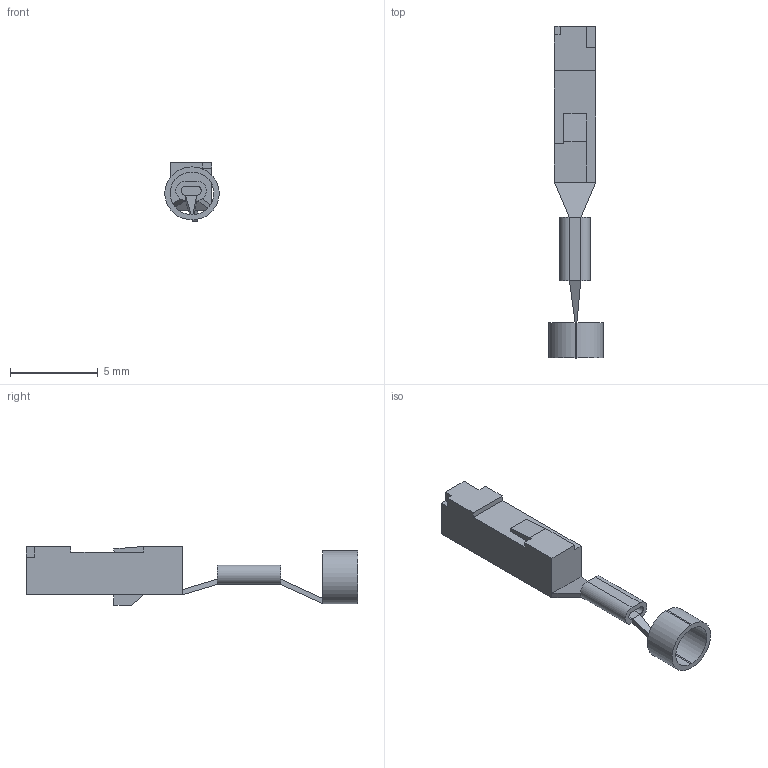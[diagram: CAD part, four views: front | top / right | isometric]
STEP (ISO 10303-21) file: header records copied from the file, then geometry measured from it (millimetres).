
FILE_DESCRIPTION(/* description */ (''),/* implementation_level */ '2;1');
FILE_NAME(/* name */ '15326428-ENV10_04-TERM.stp',/* time_stamp */ '2024-01-25T13:45:41+08:00',/* author */ (''),/* organization */ (''),/* preprocessor_version */ 'ST-DEVELOPER v16',/* originating_system */ 'SIEMENS PLM Software NX 11.0',/* authorisation */ '');
FILE_SCHEMA (('AUTOMOTIVE_DESIGN { 1 0 10303 214 3 1 1 1 }'));
Length unit declared in the file: millimetre
Products named in the file (1): 15326428-ENV10_04-TERM
Bounding box: 3.1 x 18.9 x 3.35 mm (x, y, z)
Volume: 64.6 mm3; surface area: 185.6 mm2
Topology: 1 solids, 1 shells, 58 faces, 143 edges, 86 vertices
Faces by surface type: plane 49, cylinder 8, bspline 1
Entity records: 1709 total; most frequent: CARTESIAN_POINT 317, ORIENTED_EDGE 286, DIRECTION 271, EDGE_CURVE 143, LINE 123, VECTOR 123, VERTEX_POINT 86, AXIS2_PLACEMENT_3D 74
